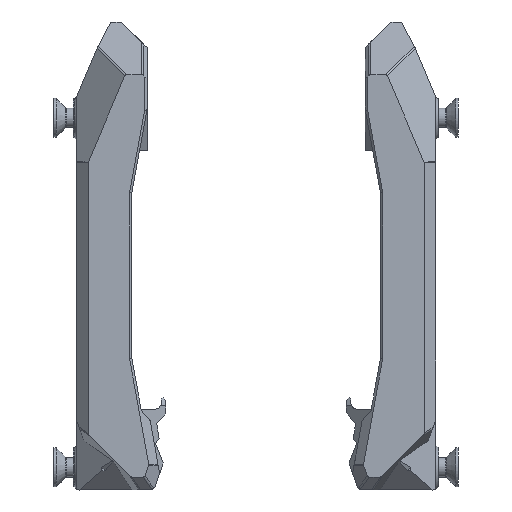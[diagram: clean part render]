
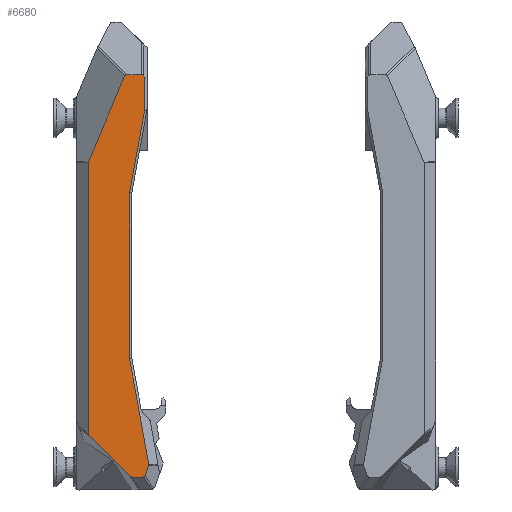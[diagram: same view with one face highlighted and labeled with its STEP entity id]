
A CAD part, front view. The second image highlights one B-rep face of the part: STEP entity #6680.
In plain terms, the highlighted face is planar.
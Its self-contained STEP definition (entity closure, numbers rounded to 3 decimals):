
#4122 = EDGE_CURVE('',#4123,#4125,#4127,.T.);
#4123 = VERTEX_POINT('',#4124);
#4124 = CARTESIAN_POINT('',(-33.395,10.223,3.5));
#4125 = VERTEX_POINT('',#4126);
#4126 = CARTESIAN_POINT('',(-20.06,15.871,3.5));
#4127 = LINE('',#4128,#4129);
#4128 = CARTESIAN_POINT('',(-19.737,16.008,3.5));
#4129 = VECTOR('',#4130,1.);
#4130 = DIRECTION('',(0.921,0.39,0.));
#4989 = VERTEX_POINT('',#4990);
#4990 = CARTESIAN_POINT('',(-19.946,15.895,3.5));
#4996 = EDGE_CURVE('',#4989,#4125,#4997,.T.);
#4997 = ELLIPSE('',#4998,0.566,0.4);
#4998 = AXIS2_PLACEMENT_3D('',#4999,#5000,#5001);
#4999 = CARTESIAN_POINT('',(-19.934,15.329,3.5));
#5000 = DIRECTION('',(0.,0.,1.));
#5001 = DIRECTION('',(-0.043,0.999,
    0.));
#5011 = EDGE_CURVE('',#5012,#4989,#5014,.T.);
#5012 = VERTEX_POINT('',#5013);
#5013 = CARTESIAN_POINT('',(21.771,15.895,
    3.5));
#5014 = LINE('',#5015,#5016);
#5015 = CARTESIAN_POINT('',(-11.075,15.895,3.5));
#5016 = VECTOR('',#5017,1.);
#5017 = DIRECTION('',(-1.,0.,0.));
#6024 = EDGE_CURVE('',#4123,#6025,#6027,.T.);
#6025 = VERTEX_POINT('',#6026);
#6026 = CARTESIAN_POINT('',(-33.578,9.925,3.5));
#6027 = ELLIPSE('',#6028,0.569,0.4);
#6028 = AXIS2_PLACEMENT_3D('',#6029,#6030,#6031);
#6029 = CARTESIAN_POINT('',(-33.086,9.759,3.5));
#6030 = DIRECTION('',(0.,0.,1.));
#6031 = DIRECTION('',(-0.706,0.708,0.)
  );
#6102 = VERTEX_POINT('',#6103);
#6103 = CARTESIAN_POINT('',(-33.578,7.636,3.5));
#6109 = EDGE_CURVE('',#6025,#6102,#6110,.T.);
#6110 = LINE('',#6111,#6112);
#6111 = CARTESIAN_POINT('',(-33.578,0.491,3.5));
#6112 = VECTOR('',#6113,1.);
#6113 = DIRECTION('',(0.,-1.,0.));
#6680 = ADVANCED_FACE('',(#6681),#6813,.F.);
#6681 = FACE_BOUND('',#6682,.F.);
#6682 = EDGE_LOOP('',(#6683,#6693,#6701,#6710,#6718,#6727,#6735,#6744,
    #6752,#6761,#6769,#6778,#6786,#6793,#6794,#6795,#6796,#6797,#6798,
    #6807));
#6683 = ORIENTED_EDGE('',*,*,#6684,.T.);
#6684 = EDGE_CURVE('',#6685,#6687,#6689,.T.);
#6685 = VERTEX_POINT('',#6686);
#6686 = CARTESIAN_POINT('',(-33.209,7.171,3.5));
#6687 = VERTEX_POINT('',#6688);
#6688 = CARTESIAN_POINT('',(-28.07,7.171,3.5));
#6689 = LINE('',#6690,#6691);
#6690 = CARTESIAN_POINT('',(-4.272,7.171,3.5));
#6691 = VECTOR('',#6692,1.);
#6692 = DIRECTION('',(1.,0.,0.));
#6693 = ORIENTED_EDGE('',*,*,#6694,.T.);
#6694 = EDGE_CURVE('',#6687,#6695,#6697,.T.);
#6695 = VERTEX_POINT('',#6696);
#6696 = CARTESIAN_POINT('',(-15.373,9.484,3.5));
#6697 = LINE('',#6698,#6699);
#6698 = CARTESIAN_POINT('',(-12.753,9.961,3.5));
#6699 = VECTOR('',#6700,1.);
#6700 = DIRECTION('',(0.984,0.179,0.));
#6701 = ORIENTED_EDGE('',*,*,#6702,.T.);
#6702 = EDGE_CURVE('',#6695,#6703,#6705,.T.);
#6703 = VERTEX_POINT('',#6704);
#6704 = CARTESIAN_POINT('',(-15.322,9.489,3.5));
#6705 = ELLIPSE('',#6706,0.567,0.4);
#6706 = AXIS2_PLACEMENT_3D('',#6707,#6708,#6709);
#6707 = CARTESIAN_POINT('',(-15.296,8.923,3.5));
#6708 = DIRECTION('',(0.,0.,-1.));
#6709 = DIRECTION('',(-0.09,0.996,
    0.));
#6710 = ORIENTED_EDGE('',*,*,#6711,.T.);
#6711 = EDGE_CURVE('',#6703,#6712,#6714,.T.);
#6712 = VERTEX_POINT('',#6713);
#6713 = CARTESIAN_POINT('',(10.283,9.489,3.5));
#6714 = LINE('',#6715,#6716);
#6715 = CARTESIAN_POINT('',(-5.975,9.489,3.5));
#6716 = VECTOR('',#6717,1.);
#6717 = DIRECTION('',(1.,0.,0.));
#6718 = ORIENTED_EDGE('',*,*,#6719,.T.);
#6719 = EDGE_CURVE('',#6712,#6720,#6722,.T.);
#6720 = VERTEX_POINT('',#6721);
#6721 = CARTESIAN_POINT('',(10.333,9.484,3.5));
#6722 = ELLIPSE('',#6723,0.567,0.4);
#6723 = AXIS2_PLACEMENT_3D('',#6724,#6725,#6726);
#6724 = CARTESIAN_POINT('',(10.257,8.923,3.5));
#6725 = DIRECTION('',(0.,0.,-1.));
#6726 = DIRECTION('',(0.09,0.996,
    0.));
#6727 = ORIENTED_EDGE('',*,*,#6728,.T.);
#6728 = EDGE_CURVE('',#6720,#6729,#6731,.T.);
#6729 = VERTEX_POINT('',#6730);
#6730 = CARTESIAN_POINT('',(26.609,6.518,3.5)
  );
#6731 = LINE('',#6732,#6733);
#6732 = CARTESIAN_POINT('',(-3.12,11.935,3.5));
#6733 = VECTOR('',#6734,1.);
#6734 = DIRECTION('',(0.984,-0.179,0.));
#6735 = ORIENTED_EDGE('',*,*,#6736,.F.);
#6736 = EDGE_CURVE('',#6737,#6729,#6739,.T.);
#6737 = VERTEX_POINT('',#6738);
#6738 = CARTESIAN_POINT('',(26.753,6.53,3.5
    ));
#6739 = ELLIPSE('',#6740,0.575,0.4);
#6740 = AXIS2_PLACEMENT_3D('',#6741,#6742,#6743);
#6741 = CARTESIAN_POINT('',(26.637,7.088,
    3.5));
#6742 = DIRECTION('',(0.,0.,-1.));
#6743 = DIRECTION('',(0.077,-0.997,
    0.));
#6744 = ORIENTED_EDGE('',*,*,#6745,.F.);
#6745 = EDGE_CURVE('',#6746,#6737,#6748,.T.);
#6746 = VERTEX_POINT('',#6747);
#6747 = CARTESIAN_POINT('',(28.388,7.098,
    3.5));
#6748 = LINE('',#6749,#6750);
#6749 = CARTESIAN_POINT('',(1.101,-2.382,
    3.5));
#6750 = VECTOR('',#6751,1.);
#6751 = DIRECTION('',(-0.945,-0.328,0.));
#6752 = ORIENTED_EDGE('',*,*,#6753,.F.);
#6753 = EDGE_CURVE('',#6754,#6746,#6756,.T.);
#6754 = VERTEX_POINT('',#6755);
#6755 = CARTESIAN_POINT('',(28.578,7.365,3.5
    ));
#6756 = ELLIPSE('',#6757,0.633,0.4);
#6757 = AXIS2_PLACEMENT_3D('',#6758,#6759,#6760);
#6758 = CARTESIAN_POINT('',(28.012,7.566,
    3.5));
#6759 = DIRECTION('',(0.,0.,-1.));
#6760 = DIRECTION('',(0.815,-0.58,0.)
  );
#6761 = ORIENTED_EDGE('',*,*,#6762,.F.);
#6762 = EDGE_CURVE('',#6763,#6754,#6765,.T.);
#6763 = VERTEX_POINT('',#6764);
#6764 = CARTESIAN_POINT('',(28.578,9.088,
    3.5));
#6765 = LINE('',#6766,#6767);
#6766 = CARTESIAN_POINT('',(28.578,-6.087,
    3.5));
#6767 = VECTOR('',#6768,1.);
#6768 = DIRECTION('',(0.,-1.,0.));
#6769 = ORIENTED_EDGE('',*,*,#6770,.F.);
#6770 = EDGE_CURVE('',#6771,#6763,#6773,.T.);
#6771 = VERTEX_POINT('',#6772);
#6772 = CARTESIAN_POINT('',(28.383,9.483,3.5
    ));
#6773 = ELLIPSE('',#6774,0.622,0.4);
#6774 = AXIS2_PLACEMENT_3D('',#6775,#6776,#6777);
#6775 = CARTESIAN_POINT('',(28.012,9.271,
    3.5));
#6776 = DIRECTION('',(0.,0.,-1.));
#6777 = DIRECTION('',(0.84,-0.543,0.
    ));
#6778 = ORIENTED_EDGE('',*,*,#6779,.F.);
#6779 = EDGE_CURVE('',#6780,#6771,#6782,.T.);
#6780 = VERTEX_POINT('',#6781);
#6781 = CARTESIAN_POINT('',(22.166,15.701,
    3.5));
#6782 = LINE('',#6783,#6784);
#6783 = CARTESIAN_POINT('',(21.535,16.331,
    3.5));
#6784 = VECTOR('',#6785,1.);
#6785 = DIRECTION('',(0.707,-0.707,0.));
#6786 = ORIENTED_EDGE('',*,*,#6787,.F.);
#6787 = EDGE_CURVE('',#5012,#6780,#6788,.T.);
#6788 = ELLIPSE('',#6789,0.622,0.4);
#6789 = AXIS2_PLACEMENT_3D('',#6790,#6791,#6792);
#6790 = CARTESIAN_POINT('',(21.954,15.329,
    3.5));
#6791 = DIRECTION('',(0.,0.,-1.));
#6792 = DIRECTION('',(-0.543,0.84,0.)
  );
#6793 = ORIENTED_EDGE('',*,*,#5011,.T.);
#6794 = ORIENTED_EDGE('',*,*,#4996,.T.);
#6795 = ORIENTED_EDGE('',*,*,#4122,.F.);
#6796 = ORIENTED_EDGE('',*,*,#6024,.T.);
#6797 = ORIENTED_EDGE('',*,*,#6109,.T.);
#6798 = ORIENTED_EDGE('',*,*,#6799,.T.);
#6799 = EDGE_CURVE('',#6102,#6800,#6802,.T.);
#6800 = VERTEX_POINT('',#6801);
#6801 = CARTESIAN_POINT('',(-33.434,7.353,3.5));
#6802 = ELLIPSE('',#6803,0.492,0.4);
#6803 = AXIS2_PLACEMENT_3D('',#6804,#6805,#6806);
#6804 = CARTESIAN_POINT('',(-33.086,7.636,3.5));
#6805 = DIRECTION('',(0.,0.,1.));
#6806 = DIRECTION('',(-1.,0.,0.));
#6807 = ORIENTED_EDGE('',*,*,#6808,.T.);
#6808 = EDGE_CURVE('',#6800,#6685,#6809,.T.);
#6809 = LINE('',#6810,#6811);
#6810 = CARTESIAN_POINT('',(-20.942,-2.812,3.5));
#6811 = VECTOR('',#6812,1.);
#6812 = DIRECTION('',(0.776,-0.631,0.));
#6813 = PLANE('',#6814);
#6814 = AXIS2_PLACEMENT_3D('',#6815,#6816,#6817);
#6815 = CARTESIAN_POINT('',(-7.127,-10.029,3.5));
#6816 = DIRECTION('',(0.,0.,1.));
#6817 = DIRECTION('',(0.,1.,0.));
